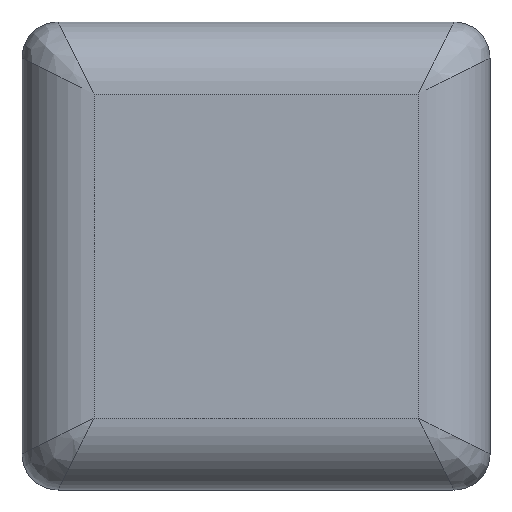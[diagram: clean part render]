
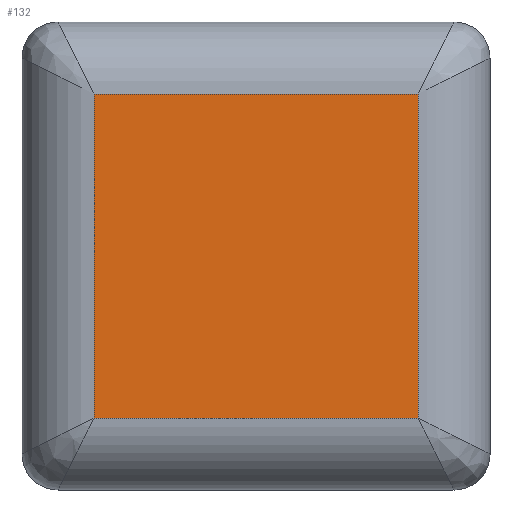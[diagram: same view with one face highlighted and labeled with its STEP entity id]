
A CAD part, front view. The second image highlights one B-rep face of the part: STEP entity #132.
In plain terms, the highlighted planar face has unit normal (0, -1, 0).
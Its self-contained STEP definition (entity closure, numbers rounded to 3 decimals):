
#22 = EDGE_CURVE ( 'NONE', #774, #1764, #314, .T. ) ;
#74 = VECTOR ( 'NONE', #1580, 1000. ) ;
#108 = VECTOR ( 'NONE', #1538, 1000. ) ;
#132 = ADVANCED_FACE ( 'NONE', ( #370 ), #1526, .F. ) ;
#163 = EDGE_CURVE ( 'NONE', #1764, #986, #446, .T. ) ;
#247 = LINE ( 'NONE', #1038, #108 ) ;
#251 = LINE ( 'NONE', #577, #669 ) ;
#304 = EDGE_CURVE ( 'NONE', #714, #774, #247, .T. ) ;
#314 = LINE ( 'NONE', #947, #74 ) ;
#370 = FACE_OUTER_BOUND ( 'NONE', #1752, .T. ) ;
#418 = EDGE_CURVE ( 'NONE', #986, #714, #251, .T. ) ;
#446 = LINE ( 'NONE', #1547, #1066 ) ;
#531 = ORIENTED_EDGE ( 'NONE', *, *, #163, .T. ) ;
#577 = CARTESIAN_POINT ( 'NONE',  ( 0., -1.4, -0.9 ) ) ;
#609 = CARTESIAN_POINT ( 'NONE',  ( -0.9, -1.4, -0.9 ) ) ;
#612 = CARTESIAN_POINT ( 'NONE',  ( 0.9, -1.4, 0.9 ) ) ;
#669 = VECTOR ( 'NONE', #1055, 1000. ) ;
#714 = VERTEX_POINT ( 'NONE', #2047 ) ;
#774 = VERTEX_POINT ( 'NONE', #612 ) ;
#838 = ORIENTED_EDGE ( 'NONE', *, *, #304, .T. ) ;
#925 = CARTESIAN_POINT ( 'NONE',  ( 0., -1.4, 0. ) ) ;
#947 = CARTESIAN_POINT ( 'NONE',  ( 0., -1.4, 0.9 ) ) ;
#986 = VERTEX_POINT ( 'NONE', #609 ) ;
#1038 = CARTESIAN_POINT ( 'NONE',  ( 0.9, -1.4, 0. ) ) ;
#1055 = DIRECTION ( 'NONE',  ( 1., 0., 0. ) ) ;
#1066 = VECTOR ( 'NONE', #1241, 1000. ) ;
#1150 = CARTESIAN_POINT ( 'NONE',  ( -0.9, -1.4, 0.9 ) ) ;
#1182 = ORIENTED_EDGE ( 'NONE', *, *, #418, .T. ) ;
#1241 = DIRECTION ( 'NONE',  ( 0., 0., -1. ) ) ;
#1272 = AXIS2_PLACEMENT_3D ( 'NONE', #925, #1394, #1710 ) ;
#1394 = DIRECTION ( 'NONE',  ( 0., 1., 0. ) ) ;
#1526 = PLANE ( 'NONE',  #1272 ) ;
#1538 = DIRECTION ( 'NONE',  ( 0., 0., 1. ) ) ;
#1547 = CARTESIAN_POINT ( 'NONE',  ( -0.9, -1.4, 0. ) ) ;
#1580 = DIRECTION ( 'NONE',  ( -1., 0., 0. ) ) ;
#1710 = DIRECTION ( 'NONE',  ( 0., 0., 1. ) ) ;
#1752 = EDGE_LOOP ( 'NONE', ( #1968, #531, #1182, #838 ) ) ;
#1764 = VERTEX_POINT ( 'NONE', #1150 ) ;
#1968 = ORIENTED_EDGE ( 'NONE', *, *, #22, .T. ) ;
#2047 = CARTESIAN_POINT ( 'NONE',  ( 0.9, -1.4, -0.9 ) ) ;
